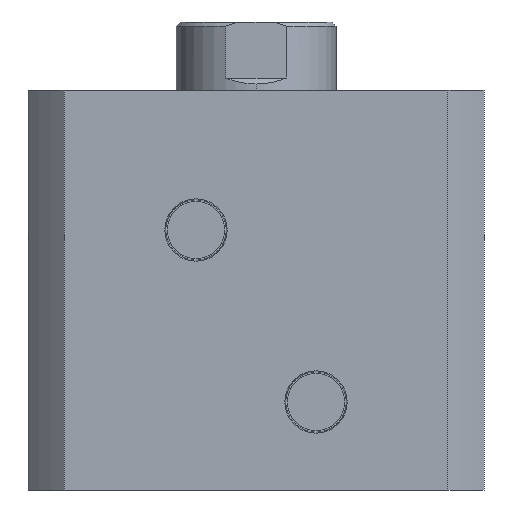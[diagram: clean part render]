
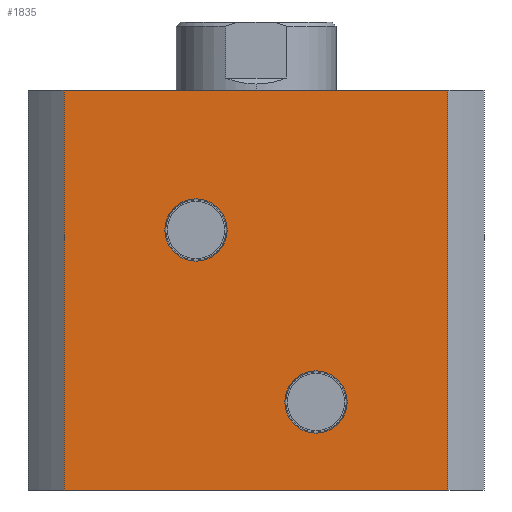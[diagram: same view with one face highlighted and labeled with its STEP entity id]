
A CAD part, left-side view. The second image highlights one B-rep face of the part: STEP entity #1835.
In plain terms, the highlighted planar face has unit normal (-1, 0, 0).
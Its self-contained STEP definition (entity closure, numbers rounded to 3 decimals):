
#279 = VERTEX_POINT ( 'NONE', #3432 ) ;
#285 = VERTEX_POINT ( 'NONE', #3471 ) ;
#288 = VERTEX_POINT ( 'NONE', #3466 ) ;
#289 = VERTEX_POINT ( 'NONE', #3465 ) ;
#376 = CARTESIAN_POINT ( 'NONE',  ( -57., 15., 65. ) ) ;
#377 = DIRECTION ( 'NONE',  ( -1., 0., 0. ) ) ;
#378 = DIRECTION ( 'NONE',  ( 0., 0., 1. ) ) ;
#400 = CARTESIAN_POINT ( 'NONE',  ( -57., -15., 22. ) ) ;
#401 = DIRECTION ( 'NONE',  ( -1., 0., 0. ) ) ;
#402 = DIRECTION ( 'NONE',  ( 0., 0., 1. ) ) ;
#554 = DIRECTION ( 'NONE',  ( 1., 0., 0. ) ) ;
#559 = CARTESIAN_POINT ( 'NONE',  ( -57., 0., 100. ) ) ;
#561 = PLANE ( 'NONE',  #1707 ) ;
#563 = DIRECTION ( 'NONE',  ( 0., 1., 0. ) ) ;
#629 = CARTESIAN_POINT ( 'NONE',  ( -57., -47.971, 0. ) ) ;
#658 = CARTESIAN_POINT ( 'NONE',  ( -57., -47.971, 100. ) ) ;
#661 = CARTESIAN_POINT ( 'NONE',  ( -57., 47.971, 0. ) ) ;
#662 = CARTESIAN_POINT ( 'NONE',  ( -57., 47.971, 100. ) ) ;
#951 = EDGE_CURVE ( 'NONE', #2621, #2589, #2372, .T. ) ;
#952 = EDGE_CURVE ( 'NONE', #289, #285, #2365, .T. ) ;
#953 = EDGE_CURVE ( 'NONE', #279, #288, #2374, .T. ) ;
#955 = EDGE_CURVE ( 'NONE', #2622, #2621, #2378, .T. ) ;
#957 = EDGE_CURVE ( 'NONE', #2618, #2589, #2377, .T. ) ;
#958 = EDGE_CURVE ( 'NONE', #2622, #2618, #2381, .T. ) ;
#1032 = EDGE_CURVE ( 'NONE', #285, #289, #2836, .T. ) ;
#1043 = EDGE_CURVE ( 'NONE', #288, #279, #2854, .T. ) ;
#1476 = CARTESIAN_POINT ( 'NONE',  ( -57., 0., 0. ) ) ;
#1477 = CARTESIAN_POINT ( 'NONE',  ( -57., 47.971, 100. ) ) ;
#1478 = DIRECTION ( 'NONE',  ( 0., -1., 0. ) ) ;
#1479 = CARTESIAN_POINT ( 'NONE',  ( -57., 15., 65. ) ) ;
#1480 = DIRECTION ( 'NONE',  ( -1., 0., 0. ) ) ;
#1481 = DIRECTION ( 'NONE',  ( 0., 0., 1. ) ) ;
#1482 = DIRECTION ( 'NONE',  ( 0., 0., -1. ) ) ;
#1483 = CARTESIAN_POINT ( 'NONE',  ( -57., -15., 22. ) ) ;
#1484 = DIRECTION ( 'NONE',  ( -1., 0., 0. ) ) ;
#1485 = DIRECTION ( 'NONE',  ( 0., 0., 1. ) ) ;
#1486 = DIRECTION ( 'NONE',  ( 0., 0., -1. ) ) ;
#1490 = CARTESIAN_POINT ( 'NONE',  ( -57., 0., 100. ) ) ;
#1491 = CARTESIAN_POINT ( 'NONE',  ( -57., -47.971, 100. ) ) ;
#1495 = DIRECTION ( 'NONE',  ( 0., -1., 0. ) ) ;
#1629 = AXIS2_PLACEMENT_3D ( 'NONE', #1479, #1480, #1481 ) ;
#1630 = AXIS2_PLACEMENT_3D ( 'NONE', #1483, #1484, #1485 ) ;
#1657 = AXIS2_PLACEMENT_3D ( 'NONE', #376, #377, #378 ) ;
#1661 = AXIS2_PLACEMENT_3D ( 'NONE', #400, #401, #402 ) ;
#1707 = AXIS2_PLACEMENT_3D ( 'NONE', #559, #554, #563 ) ;
#1835 = ADVANCED_FACE ( 'NONE', ( #2923, #2926, #2905 ), #561, .F. ) ;
#2365 = CIRCLE ( 'NONE', #1629, 7.797 ) ;
#2372 = LINE ( 'NONE', #1476, #2375 ) ;
#2374 = CIRCLE ( 'NONE', #1630, 7.797 ) ;
#2375 = VECTOR ( 'NONE', #1478, 1000. ) ;
#2377 = LINE ( 'NONE', #1491, #2383 ) ;
#2378 = LINE ( 'NONE', #1477, #2380 ) ;
#2380 = VECTOR ( 'NONE', #1482, 1000. ) ;
#2381 = LINE ( 'NONE', #1490, #2385 ) ;
#2383 = VECTOR ( 'NONE', #1486, 1000. ) ;
#2385 = VECTOR ( 'NONE', #1495, 1000. ) ;
#2589 = VERTEX_POINT ( 'NONE', #629 ) ;
#2618 = VERTEX_POINT ( 'NONE', #658 ) ;
#2621 = VERTEX_POINT ( 'NONE', #661 ) ;
#2622 = VERTEX_POINT ( 'NONE', #662 ) ;
#2836 = CIRCLE ( 'NONE', #1657, 7.797 ) ;
#2854 = CIRCLE ( 'NONE', #1661, 7.797 ) ;
#2905 = FACE_OUTER_BOUND ( 'NONE', #3425, .T. ) ;
#2923 = FACE_BOUND ( 'NONE', #3423, .T. ) ;
#2926 = FACE_BOUND ( 'NONE', #3420, .T. ) ;
#3307 = ORIENTED_EDGE ( 'NONE', *, *, #953, .F. ) ;
#3308 = ORIENTED_EDGE ( 'NONE', *, *, #1043, .F. ) ;
#3309 = ORIENTED_EDGE ( 'NONE', *, *, #952, .F. ) ;
#3310 = ORIENTED_EDGE ( 'NONE', *, *, #1032, .F. ) ;
#3311 = ORIENTED_EDGE ( 'NONE', *, *, #951, .T. ) ;
#3312 = ORIENTED_EDGE ( 'NONE', *, *, #957, .F. ) ;
#3313 = ORIENTED_EDGE ( 'NONE', *, *, #958, .F. ) ;
#3314 = ORIENTED_EDGE ( 'NONE', *, *, #955, .T. ) ;
#3420 = EDGE_LOOP ( 'NONE', ( #3309, #3310 ) ) ;
#3423 = EDGE_LOOP ( 'NONE', ( #3307, #3308 ) ) ;
#3425 = EDGE_LOOP ( 'NONE', ( #3311, #3312, #3313, #3314 ) ) ;
#3432 = CARTESIAN_POINT ( 'NONE',  ( -57., -15., 29.797 ) ) ;
#3465 = CARTESIAN_POINT ( 'NONE',  ( -57., 15., 72.797 ) ) ;
#3466 = CARTESIAN_POINT ( 'NONE',  ( -57., -15., 14.203 ) ) ;
#3471 = CARTESIAN_POINT ( 'NONE',  ( -57., 15., 57.203 ) ) ;
